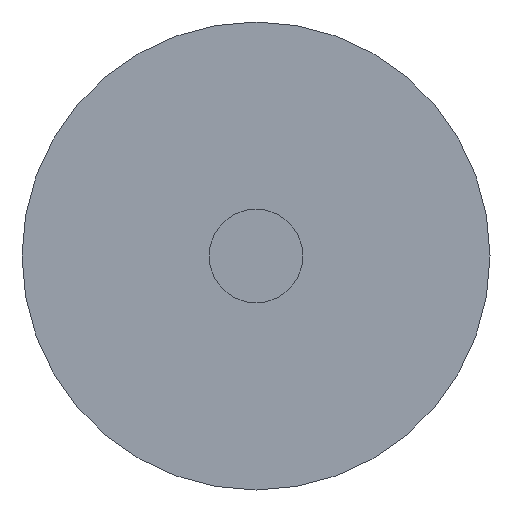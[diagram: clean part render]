
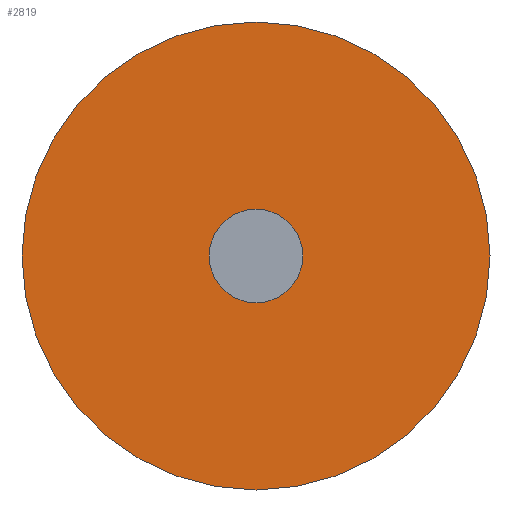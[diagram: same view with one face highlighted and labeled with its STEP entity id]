
A CAD part, left-side view. The second image highlights one B-rep face of the part: STEP entity #2819.
In plain terms, the highlighted planar face has unit normal (-1, 0, 0).
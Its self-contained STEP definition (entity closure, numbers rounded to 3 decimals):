
#810=PLANE('',#3119);
#1305=ORIENTED_EDGE('',*,*,#1826,.F.);
#1306=ORIENTED_EDGE('',*,*,#1824,.F.);
#1824=EDGE_CURVE('',#2129,#2129,#2264,.T.);
#1826=EDGE_CURVE('',#2131,#2131,#2266,.T.);
#2129=VERTEX_POINT('',#4424);
#2131=VERTEX_POINT('',#4430);
#2264=CIRCLE('',#3116,50.);
#2266=CIRCLE('',#3120,10.);
#2415=EDGE_LOOP('',(#1305));
#2416=EDGE_LOOP('',(#1306));
#2629=FACE_BOUND('',#2415,.T.);
#2630=FACE_BOUND('',#2416,.T.);
#2819=ADVANCED_FACE('',(#2629,#2630),#810,.F.);
#3116=AXIS2_PLACEMENT_3D('',#4423,#3652,#3653);
#3119=AXIS2_PLACEMENT_3D('',#4428,#3658,#3659);
#3120=AXIS2_PLACEMENT_3D('',#4429,#3660,#3661);
#3652=DIRECTION('',(1.,0.,0.));
#3653=DIRECTION('',(0.,1.,0.));
#3658=DIRECTION('',(1.,0.,0.));
#3659=DIRECTION('',(0.,0.,-1.));
#3660=DIRECTION('',(-1.,0.,0.));
#3661=DIRECTION('',(0.,1.,0.));
#4423=CARTESIAN_POINT('',(0.,0.,0.));
#4424=CARTESIAN_POINT('',(0.,50.,0.));
#4428=CARTESIAN_POINT('',(0.,0.,0.));
#4429=CARTESIAN_POINT('',(0.,0.,0.));
#4430=CARTESIAN_POINT('',(0.,10.,0.));
